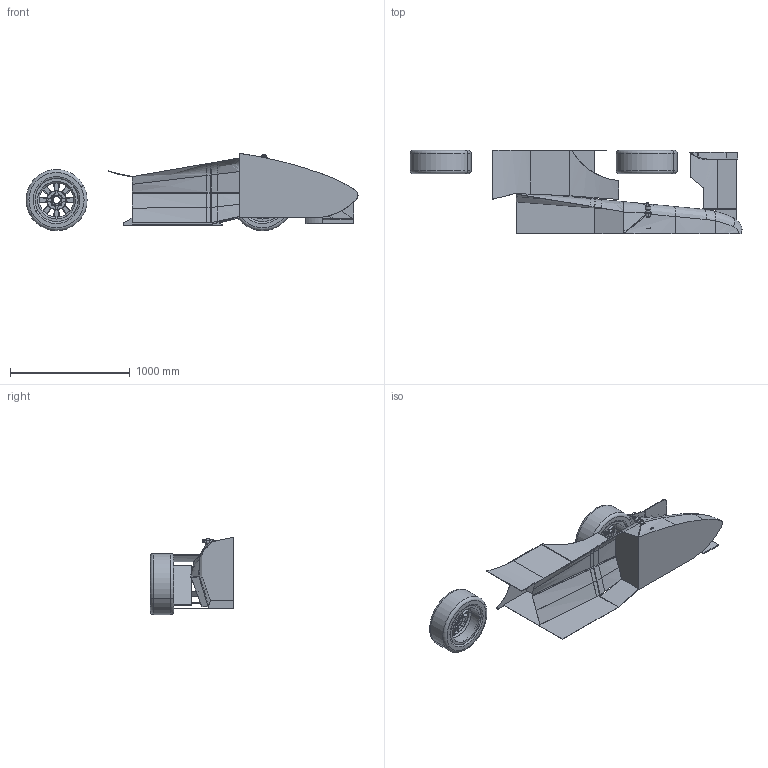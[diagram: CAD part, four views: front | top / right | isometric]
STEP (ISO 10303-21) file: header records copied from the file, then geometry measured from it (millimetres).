
FILE_DESCRIPTION(('CATIA V5 STEP Exchange'),'2;1');
FILE_NAME('2018 radiator analysis1.stp','2018-02-15T06:41:10+00:00',('none'),('none'),'CATIA Version 5 Release 17 (IN-10)','CATIA V5 STEP AP203','none');
FILE_SCHEMA(('CONFIG_CONTROL_DESIGN'));
Length unit declared in the file: millimetre
Products named in the file (7): Product1; AssyTsutsui2018; Product9; Symmetry of DamperAssy 155; Symmetry of PHS 8EC.5; damperassy; F-wing
Assembly tree (22 placements, depth 5):
  Product1
    #56
    AssyTsutsui2018
      Product9
      #258  x2
      Symmetry of DamperAssy 155
        #11347
        #12537
        Symmetry of PHS 8EC.5
          #12566
          #12589
        damperassy
    #12678
    #13768
    #18359
    F-wing
      #20563
      #20936
      #21616
      #22166
    #22563
    #22586
Bounding box: 2770.02 x 700 x 644.99 mm (x, y, z)
Volume: 106822580 mm3; surface area: 9110739.6 mm2
Topology: 13 solids, 15 shells, 936 faces, 2357 edges, 1489 vertices
Faces by surface type: cylinder 344, plane 305, bspline 121, torus 118, cone 40, extrusion 8
Entity records: 22709 total; most frequent: CARTESIAN_POINT 9431, ORIENTED_EDGE 2968, DIRECTION 1994, EDGE_CURVE 1494, AXIS2_PLACEMENT_3D 935, VERTEX_POINT 932, EDGE_LOOP 655, VECTOR 640
